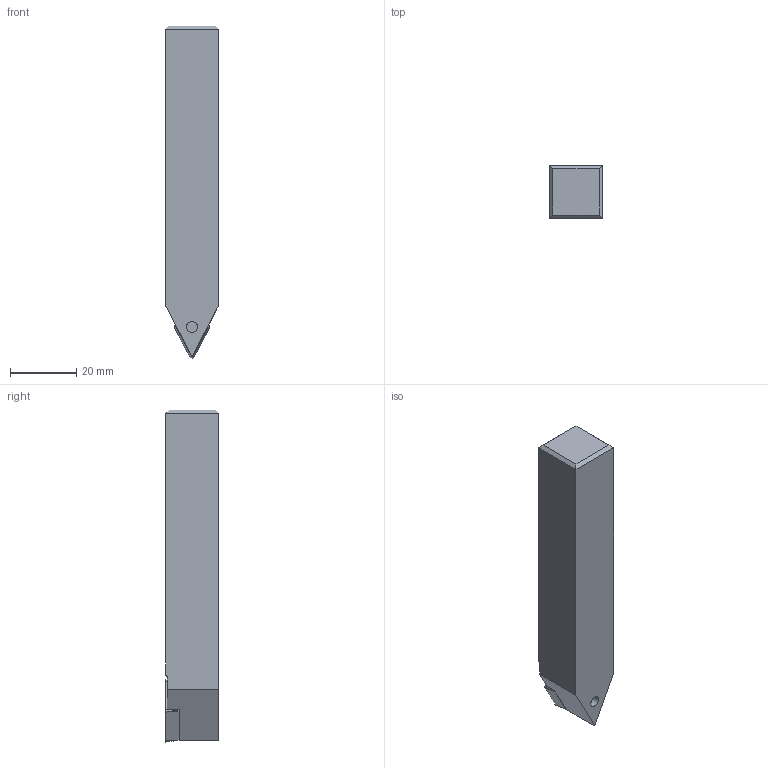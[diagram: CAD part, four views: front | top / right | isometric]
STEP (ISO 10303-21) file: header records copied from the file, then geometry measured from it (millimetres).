
FILE_DESCRIPTION(/* description */ (''),/* implementation_level */ '2;1');
FILE_NAME(/* name */ 'SDNCN1616H11_MR0_8.stp',/* time_stamp */ '2021-12-22T09:38:25+09:00',/* author */ (''),/* organization */ (''),/* preprocessor_version */ 'ST-DEVELOPER v16',/* originating_system */ 'SIEMENS PLM Software NX 10.0',/* authorisation */ '');
FILE_SCHEMA (('AUTOMOTIVE_DESIGN { 1 0 10303 214 3 1 1 1 }'));
Length unit declared in the file: millimetre
Products named in the file (1): SDNCN1616H11_MR0_8_ASM
Bounding box: 16 x 16.23 x 100 mm (x, y, z)
Volume: 23389.3 mm3; surface area: 6952.1 mm2
Topology: 2 solids, 2 shells, 76 faces, 211 edges, 151 vertices
Faces by surface type: plane 31, cylinder 26, cone 13, torus 4, sphere 2
Entity records: 3248 total; most frequent: CARTESIAN_POINT 712, DIRECTION 445, ORIENTED_EDGE 394, EDGE_CURVE 197, AXIS2_PLACEMENT_3D 168, VERTEX_POINT 128, LINE 109, VECTOR 109
